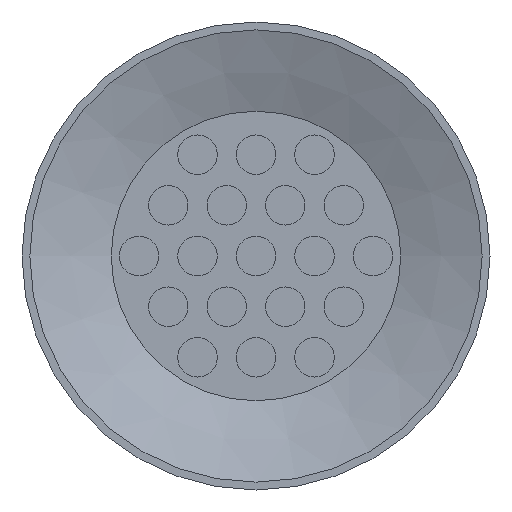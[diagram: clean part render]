
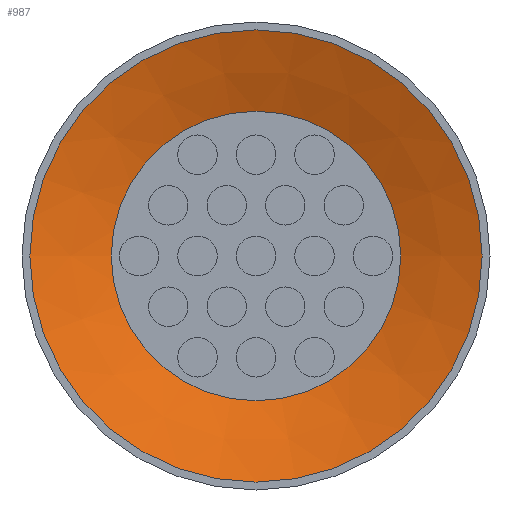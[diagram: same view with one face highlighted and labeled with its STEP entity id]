
A CAD part, front view. The second image highlights one B-rep face of the part: STEP entity #987.
In plain terms, the highlighted conical face has half-angle 69.713 degrees and reference radius 15.054 mm.
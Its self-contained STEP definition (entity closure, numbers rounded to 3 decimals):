
#55=CONICAL_SURFACE('',#1151,15.054,1.217);
#151=FACE_OUTER_BOUND('',#244,.T.);
#244=EDGE_LOOP('',(#815,#816,#817,#818));
#288=LINE('',#1735,#332);
#332=VECTOR('',#1479,15.054);
#386=CIRCLE('',#1115,18.359);
#403=CIRCLE('',#1150,11.75);
#456=VERTEX_POINT('',#1663);
#473=VERTEX_POINT('',#1732);
#553=EDGE_CURVE('',#456,#456,#386,.T.);
#587=EDGE_CURVE('',#473,#473,#403,.T.);
#588=EDGE_CURVE('',#473,#456,#288,.T.);
#815=ORIENTED_EDGE('',*,*,#587,.T.);
#816=ORIENTED_EDGE('',*,*,#588,.T.);
#817=ORIENTED_EDGE('',*,*,#553,.F.);
#818=ORIENTED_EDGE('',*,*,#588,.F.);
#987=ADVANCED_FACE('',(#151),#55,.F.);
#1115=AXIS2_PLACEMENT_3D('',#1664,#1388,#1389);
#1150=AXIS2_PLACEMENT_3D('',#1733,#1475,#1476);
#1151=AXIS2_PLACEMENT_3D('',#1734,#1477,#1478);
#1388=DIRECTION('center_axis',(0.,1.,0.));
#1389=DIRECTION('ref_axis',(-1.,0.,0.));
#1475=DIRECTION('center_axis',(0.,1.,0.));
#1476=DIRECTION('ref_axis',(-1.,0.,0.));
#1477=DIRECTION('center_axis',(0.,-1.,0.));
#1478=DIRECTION('ref_axis',(-1.,0.,0.));
#1479=DIRECTION('',(0.938,-0.347,0.));
#1663=CARTESIAN_POINT('',(18.359,0.,0.));
#1664=CARTESIAN_POINT('Origin',(0.,0.,
0.));
#1732=CARTESIAN_POINT('',(11.75,2.443,0.));
#1733=CARTESIAN_POINT('Origin',(0.,2.443,
0.));
#1734=CARTESIAN_POINT('Origin',(0.,1.221,
0.));
#1735=CARTESIAN_POINT('',(15.054,1.221,0.));
